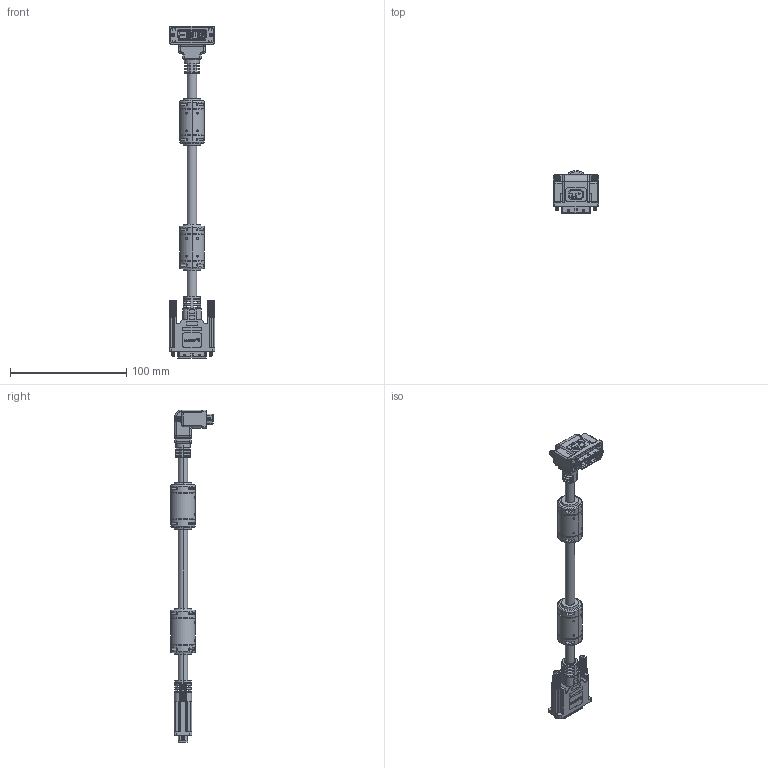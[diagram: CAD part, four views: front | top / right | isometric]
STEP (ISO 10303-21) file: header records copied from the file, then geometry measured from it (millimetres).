
FILE_DESCRIPTION (( 'STEP AP214' ), '1' );
FILE_NAME ('DVIDS-RAZ.STEP', '2013-11-14T15:00:11', ( 'L-Com' ), ( 'L-Com Global Connectivity' ), 'SwSTEP 2.0', 'SolidWorks 2012', '' );
FILE_SCHEMA (( 'AUTOMOTIVE_DESIGN' ));
Length unit declared in the file: inch
Products named in the file (11): 3AB14-026_NEW LOGO; 1AH01-007___; 1AJ02-035___; 1AM07-031___; 1AJ01-018___; DVI RA END THUMBSCREW FOR SP60512___; MTN-546; MTN-545___; DVI-ISL CABLELINE_默认; DVI-ISL(18+5)M FERRITE AND JACKET(FOR ASSEMBLY)_默认; DVIDS-RAZ
Assembly tree (14 placements, depth 3):
  DVIDS-RAZ
    DVI-ISL(18+5)M FERRITE AND JACKET(FOR ASSEMBLY)_默认  x2
    DVI-ISL CABLELINE_默认
    MTN-545___
    MTN-546
    DVI RA END THUMBSCREW FOR SP60512___  x2
    3AB14-026_NEW LOGO
      1AJ01-018___
      1AM07-031___
      1AJ02-035___  x2
      1AH01-007___
    1AH01-007___
Bounding box: 39.07 x 36.85 x 285.63 mm (x, y, z)
Volume: 72845.4 mm3; surface area: 52207.5 mm2
Topology: 55 solids, 55 shells, 4831 faces, 12115 edges, 7546 vertices
Faces by surface type: plane 2404, bspline 1174, cylinder 905, cone 168, torus 160, sphere 20
Entity records: 106797 total; most frequent: CARTESIAN_POINT 38259, ORIENTED_EDGE 14826, DIRECTION 12122, EDGE_CURVE 7413, VERTEX_POINT 4646, VECTOR 4360, LINE 4360, AXIS2_PLACEMENT_3D 3881
